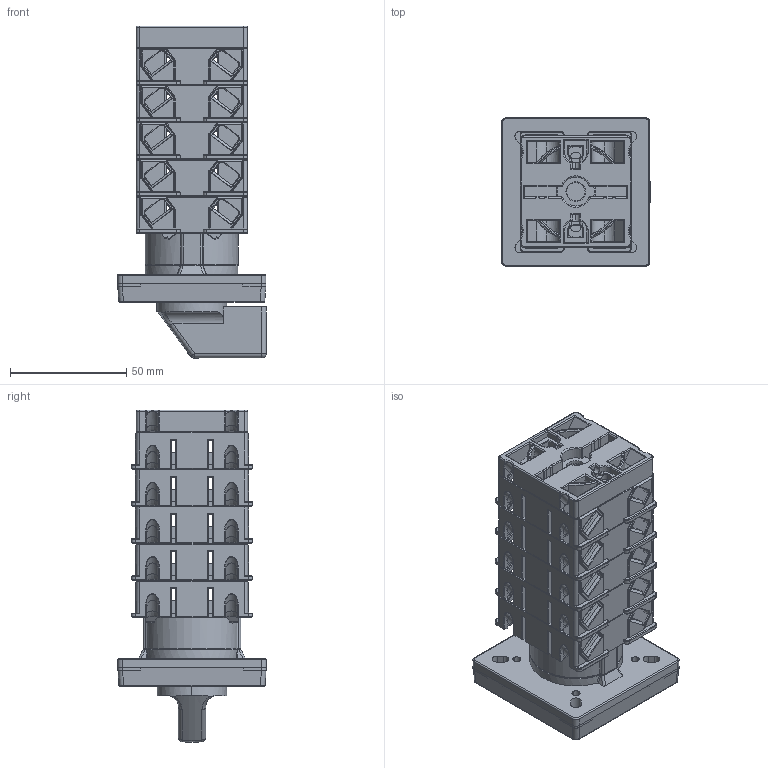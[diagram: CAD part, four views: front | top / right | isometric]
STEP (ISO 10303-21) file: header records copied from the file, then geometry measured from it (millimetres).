
FILE_DESCRIPTION (( 'STEP AP203' ), '1' );
FILE_NAME ('OptiSwitch 4G16,25- -U (5 ïàêåòîâ).STEP', '2015-10-23T08:59:55', ( '' ), ( '' ), 'SwSTEP 2.0', 'SolidWorks 2012', '' );
FILE_SCHEMA (( 'CONFIG_CONTROL_DESIGN' ));
Products named in the file (7): OptiSwitch 4G16,25- -U (5 ïàêåòîâ); Ðóêîÿòêà 2; Ïàíåëü ïåðåäíÿÿ_ 2_00; 署赅 囵疱蜩痤忸黜铋 赅戾瘥 2; Êàìåðà àððåòèðîâî÷íàÿ 2; Êàìåðà êîíòàêòíàÿ_ 2_00; 署赅 觐眚嚓蝽铋 赅戾瘥 2
Assembly tree (10 placements, depth 2):
  OptiSwitch 4G16,25- -U (5 ïàêåòîâ)
    署赅 觐眚嚓蝽铋 赅戾瘥 2
    Êàìåðà êîíòàêòíàÿ_ 2_00  x5
    Êàìåðà àððåòèðîâî÷íàÿ 2
    署赅 囵疱蜩痤忸黜铋 赅戾瘥 2
    Ïàíåëü ïåðåäíÿÿ_ 2_00
    Ðóêîÿòêà 2
Bounding box: 64.21 x 64 x 143.1 mm (x, y, z)
Volume: 135616.2 mm3; surface area: 135701.6 mm2
Topology: 10 solids, 10 shells, 6280 faces, 16992 edges, 10714 vertices
Faces by surface type: plane 3475, cylinder 1991, torus 329, cone 306, bspline 95, sphere 84
Entity records: 88591 total; most frequent: CARTESIAN_POINT 19658, ORIENTED_EDGE 14608, DIRECTION 14029, EDGE_CURVE 7304, LINE 4739, VECTOR 4739, AXIS2_PLACEMENT_3D 4645, VERTEX_POINT 4614
